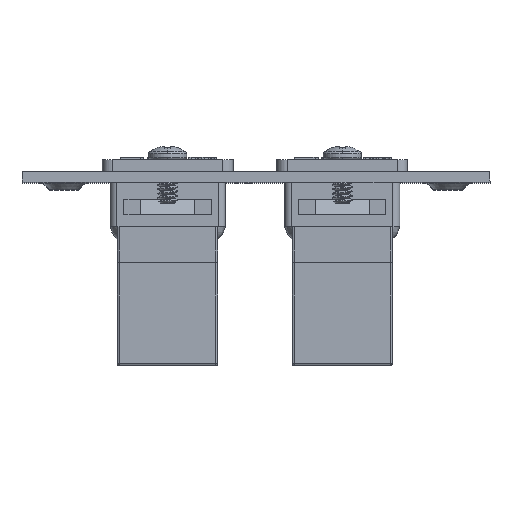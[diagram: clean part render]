
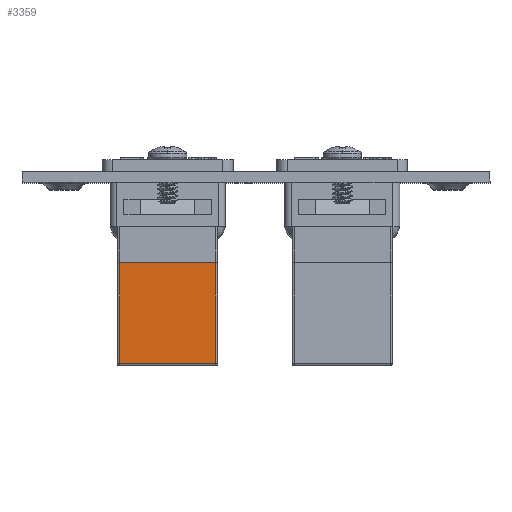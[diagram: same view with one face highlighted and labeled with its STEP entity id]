
A CAD part, top view. The second image highlights one B-rep face of the part: STEP entity #3359.
In plain terms, the highlighted face is planar.
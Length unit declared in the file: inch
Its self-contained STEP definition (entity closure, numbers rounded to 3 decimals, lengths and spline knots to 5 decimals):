
#233 = CARTESIAN_POINT ( 'NONE',  ( 0.27559, 0.59055, -0.31693 ) ) ;
#385 = DIRECTION ( 'NONE',  ( 1., 0., 0. ) ) ;
#667 = CARTESIAN_POINT ( 'NONE',  ( 0.27559, -0.57874, -0.31693 ) ) ;
#747 = ORIENTED_EDGE ( 'NONE', *, *, #19982, .T. ) ;
#2324 = CARTESIAN_POINT ( 'NONE',  ( -0.27559, -0.57874, -0.31693 ) ) ;
#3155 = LINE ( 'NONE', #8230, #8490 ) ;
#3301 = VECTOR ( 'NONE', #26145, 39.37008 ) ;
#3359 = ADVANCED_FACE ( 'NONE', ( #18832 ), #27627, .F. ) ;
#5171 = EDGE_LOOP ( 'NONE', ( #11381, #15667, #19953, #747 ) ) ;
#5621 = EDGE_CURVE ( 'NONE', #10081, #18882, #19801, .T. ) ;
#5682 = CARTESIAN_POINT ( 'NONE',  ( -0.27559, 0.59055, -0.31693 ) ) ;
#8230 = CARTESIAN_POINT ( 'NONE',  ( -0.2874, -0.57874, -0.31693 ) ) ;
#8490 = VECTOR ( 'NONE', #10505, 39.37008 ) ;
#9327 = LINE ( 'NONE', #5682, #3301 ) ;
#9598 = VECTOR ( 'NONE', #16132, 39.37008 ) ;
#10081 = VERTEX_POINT ( 'NONE', #17099 ) ;
#10505 = DIRECTION ( 'NONE',  ( -1., 0., 0. ) ) ;
#11381 = ORIENTED_EDGE ( 'NONE', *, *, #5621, .F. ) ;
#13442 = EDGE_CURVE ( 'NONE', #10081, #25685, #27761, .T. ) ;
#13747 = VECTOR ( 'NONE', #29154, 39.37008 ) ;
#13991 = DIRECTION ( 'NONE',  ( 0., 0., 1. ) ) ;
#15186 = EDGE_CURVE ( 'NONE', #25685, #24971, #3155, .T. ) ;
#15667 = ORIENTED_EDGE ( 'NONE', *, *, #13442, .T. ) ;
#16132 = DIRECTION ( 'NONE',  ( 0., -1., 0. ) ) ;
#17099 = CARTESIAN_POINT ( 'NONE',  ( 0.27559, -0.00197, -0.31693 ) ) ;
#18832 = FACE_OUTER_BOUND ( 'NONE', #5171, .T. ) ;
#18882 = VERTEX_POINT ( 'NONE', #22901 ) ;
#19801 = LINE ( 'NONE', #24601, #13747 ) ;
#19953 = ORIENTED_EDGE ( 'NONE', *, *, #15186, .T. ) ;
#19982 = EDGE_CURVE ( 'NONE', #24971, #18882, #9327, .T. ) ;
#21366 = AXIS2_PLACEMENT_3D ( 'NONE', #25234, #13991, #385 ) ;
#22901 = CARTESIAN_POINT ( 'NONE',  ( -0.27559, -0.00197, -0.31693 ) ) ;
#24601 = CARTESIAN_POINT ( 'NONE',  ( -0.2874, -0.00197, -0.31693 ) ) ;
#24971 = VERTEX_POINT ( 'NONE', #2324 ) ;
#25234 = CARTESIAN_POINT ( 'NONE',  ( -0.2874, 0.59055, -0.31693 ) ) ;
#25685 = VERTEX_POINT ( 'NONE', #667 ) ;
#26145 = DIRECTION ( 'NONE',  ( 0., 1., 0. ) ) ;
#27627 = PLANE ( 'NONE',  #21366 ) ;
#27761 = LINE ( 'NONE', #233, #9598 ) ;
#29154 = DIRECTION ( 'NONE',  ( -1., 0., 0. ) ) ;
